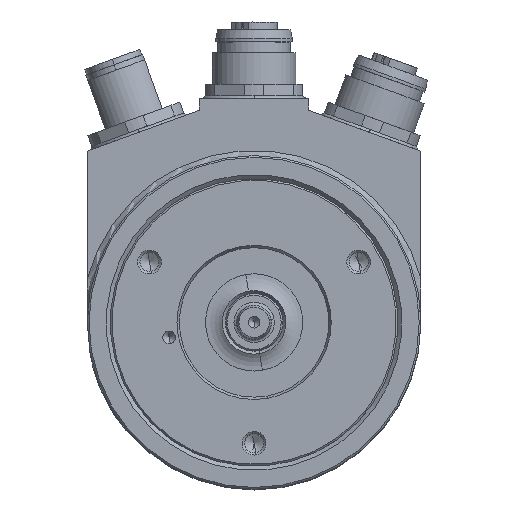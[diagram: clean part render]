
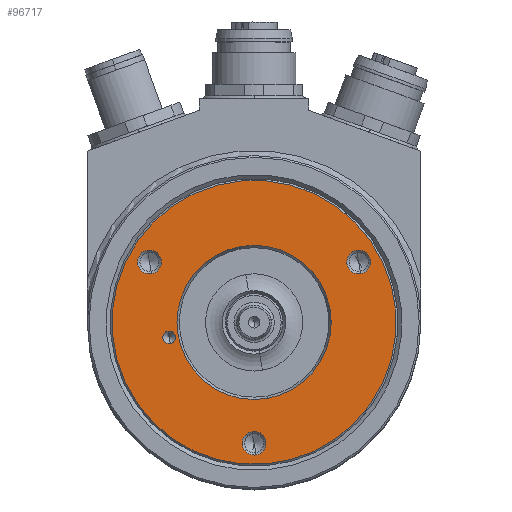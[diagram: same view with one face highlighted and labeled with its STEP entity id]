
A CAD part, top view. The second image highlights one B-rep face of the part: STEP entity #96717.
In plain terms, the highlighted planar face has unit normal (0, 0, 1).
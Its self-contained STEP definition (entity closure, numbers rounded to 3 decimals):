
#7024=CARTESIAN_POINT('',(0.,0.,0.));
#7025=DIRECTION('',(0.,0.,-1.));
#7026=DIRECTION('',(0.174,-0.985,0.));
#7027=AXIS2_PLACEMENT_3D('',#7024,#7025,#7026);
#7038=CARTESIAN_POINT('',(0.,0.,0.));
#7039=DIRECTION('',(0.,0.,-1.));
#7040=DIRECTION('',(-0.174,0.985,0.));
#7041=AXIS2_PLACEMENT_3D('',#7038,#7039,#7040);
#7043=CARTESIAN_POINT('',(-14.772,-2.605,0.));
#7044=DIRECTION('',(0.,0.,-1.));
#7045=DIRECTION('',(0.174,-0.985,0.));
#7046=AXIS2_PLACEMENT_3D('',#7043,#7044,#7045);
#7048=CARTESIAN_POINT('',(-14.772,-2.605,0.));
#7049=DIRECTION('',(0.,0.,-1.));
#7050=DIRECTION('',(-0.174,0.985,0.));
#7051=AXIS2_PLACEMENT_3D('',#7048,#7049,#7050);
#7053=CARTESIAN_POINT('',(-18.187,10.5,0.));
#7054=DIRECTION('',(0.,0.,1.));
#7055=DIRECTION('',(0.174,-0.985,0.));
#7056=AXIS2_PLACEMENT_3D('',#7053,#7054,#7055);
#7058=CARTESIAN_POINT('',(-18.187,10.5,0.));
#7059=DIRECTION('',(0.,0.,1.));
#7060=DIRECTION('',(-0.174,0.985,0.));
#7061=AXIS2_PLACEMENT_3D('',#7058,#7059,#7060);
#7063=CARTESIAN_POINT('',(0.,-21.,0.));
#7064=DIRECTION('',(0.,0.,1.));
#7065=DIRECTION('',(0.174,-0.985,0.));
#7066=AXIS2_PLACEMENT_3D('',#7063,#7064,#7065);
#7068=CARTESIAN_POINT('',(0.,-21.,0.));
#7069=DIRECTION('',(0.,0.,1.));
#7070=DIRECTION('',(-0.174,0.985,0.));
#7071=AXIS2_PLACEMENT_3D('',#7068,#7069,#7070);
#7073=CARTESIAN_POINT('',(18.187,10.5,0.));
#7074=DIRECTION('',(0.,0.,1.));
#7075=DIRECTION('',(0.174,-0.985,0.));
#7076=AXIS2_PLACEMENT_3D('',#7073,#7074,#7075);
#7078=CARTESIAN_POINT('',(18.187,10.5,0.));
#7079=DIRECTION('',(0.,0.,1.));
#7080=DIRECTION('',(-0.174,0.985,0.));
#7081=AXIS2_PLACEMENT_3D('',#7078,#7079,#7080);
#7083=CARTESIAN_POINT('',(0.,0.,0.));
#7084=DIRECTION('',(0.,0.,1.));
#7085=DIRECTION('',(-0.707,-0.707,0.));
#7086=AXIS2_PLACEMENT_3D('',#7083,#7084,#7085);
#7093=CARTESIAN_POINT('',(0.,0.,0.));
#7094=DIRECTION('',(0.,0.,1.));
#7095=DIRECTION('',(0.707,0.707,0.));
#7096=AXIS2_PLACEMENT_3D('',#7093,#7094,#7095);
#72283=CARTESIAN_POINT('',(-14.581,-3.688,0.));
#72285=VERTEX_POINT('',#72283);
#72287=CARTESIAN_POINT('',(-14.963,-1.521,0.));
#72288=VERTEX_POINT('',#72287);
#72363=CARTESIAN_POINT('',(-17.828,8.469,0.));
#72364=VERTEX_POINT('',#72363);
#72365=CARTESIAN_POINT('',(-18.545,12.531,0.));
#72366=VERTEX_POINT('',#72365);
#72367=CARTESIAN_POINT('',(0.358,-23.031,0.));
#72368=VERTEX_POINT('',#72367);
#72369=CARTESIAN_POINT('',(-0.358,-18.969,0.));
#72370=VERTEX_POINT('',#72369);
#72371=CARTESIAN_POINT('',(18.545,8.469,0.));
#72372=VERTEX_POINT('',#72371);
#72373=CARTESIAN_POINT('',(17.828,12.531,0.));
#72374=VERTEX_POINT('',#72373);
#72377=CARTESIAN_POINT('',(-17.466,-17.466,
0.));
#72378=CARTESIAN_POINT('',(17.466,17.466,
0.));
#72379=VERTEX_POINT('',#72377);
#72380=VERTEX_POINT('',#72378);
#72381=CARTESIAN_POINT('',(-2.328,13.201,
0.));
#72382=CARTESIAN_POINT('',(2.328,-13.201,
0.));
#72383=VERTEX_POINT('',#72381);
#72384=VERTEX_POINT('',#72382);
#96678=CARTESIAN_POINT('',(0.,0.,0.));
#96679=DIRECTION('',(0.,0.,1.));
#96680=DIRECTION('',(0.174,-0.985,0.));
#96681=AXIS2_PLACEMENT_3D('',#96678,#96679,#96680);
#96682=PLANE('',#96681);
#96684=ORIENTED_EDGE('',*,*,#96683,.F.);
#96686=ORIENTED_EDGE('',*,*,#96685,.F.);
#96687=EDGE_LOOP('',(#96684,#96686));
#96688=FACE_OUTER_BOUND('',#96687,.F.);
#96689=ORIENTED_EDGE('',*,*,#96660,.F.);
#96690=ORIENTED_EDGE('',*,*,#96645,.F.);
#96691=EDGE_LOOP('',(#96689,#96690));
#96692=FACE_BOUND('',#96691,.F.);
#96694=ORIENTED_EDGE('',*,*,#96693,.F.);
#96696=ORIENTED_EDGE('',*,*,#96695,.F.);
#96697=EDGE_LOOP('',(#96694,#96696));
#96698=FACE_BOUND('',#96697,.F.);
#96700=ORIENTED_EDGE('',*,*,#96699,.T.);
#96702=ORIENTED_EDGE('',*,*,#96701,.T.);
#96703=EDGE_LOOP('',(#96700,#96702));
#96704=FACE_BOUND('',#96703,.F.);
#96706=ORIENTED_EDGE('',*,*,#96705,.T.);
#96708=ORIENTED_EDGE('',*,*,#96707,.T.);
#96709=EDGE_LOOP('',(#96706,#96708));
#96710=FACE_BOUND('',#96709,.F.);
#96712=ORIENTED_EDGE('',*,*,#96711,.T.);
#96714=ORIENTED_EDGE('',*,*,#96713,.T.);
#96715=EDGE_LOOP('',(#96712,#96714));
#96716=FACE_BOUND('',#96715,.F.);
#7028=CIRCLE('',#7027,13.404);
#7042=CIRCLE('',#7041,13.404);
#7047=CIRCLE('',#7046,1.1);
#7052=CIRCLE('',#7051,1.1);
#7057=CIRCLE('',#7056,2.063);
#7062=CIRCLE('',#7061,2.063);
#7067=CIRCLE('',#7066,2.063);
#7072=CIRCLE('',#7071,2.063);
#7077=CIRCLE('',#7076,2.063);
#7082=CIRCLE('',#7081,2.063);
#7087=CIRCLE('',#7086,24.7);
#7097=CIRCLE('',#7096,24.7);
#96645=EDGE_CURVE('',#72384,#72383,#7028,.T.);
#96660=EDGE_CURVE('',#72383,#72384,#7042,.T.);
#96683=EDGE_CURVE('',#72379,#72380,#7087,.T.);
#96685=EDGE_CURVE('',#72380,#72379,#7097,.T.);
#96693=EDGE_CURVE('',#72285,#72288,#7047,.T.);
#96695=EDGE_CURVE('',#72288,#72285,#7052,.T.);
#96699=EDGE_CURVE('',#72364,#72366,#7057,.T.);
#96701=EDGE_CURVE('',#72366,#72364,#7062,.T.);
#96705=EDGE_CURVE('',#72368,#72370,#7067,.T.);
#96707=EDGE_CURVE('',#72370,#72368,#7072,.T.);
#96711=EDGE_CURVE('',#72372,#72374,#7077,.T.);
#96713=EDGE_CURVE('',#72374,#72372,#7082,.T.);
#96717=ADVANCED_FACE('',(#96688,#96692,#96698,#96704,#96710,#96716),#96682,.T.);
